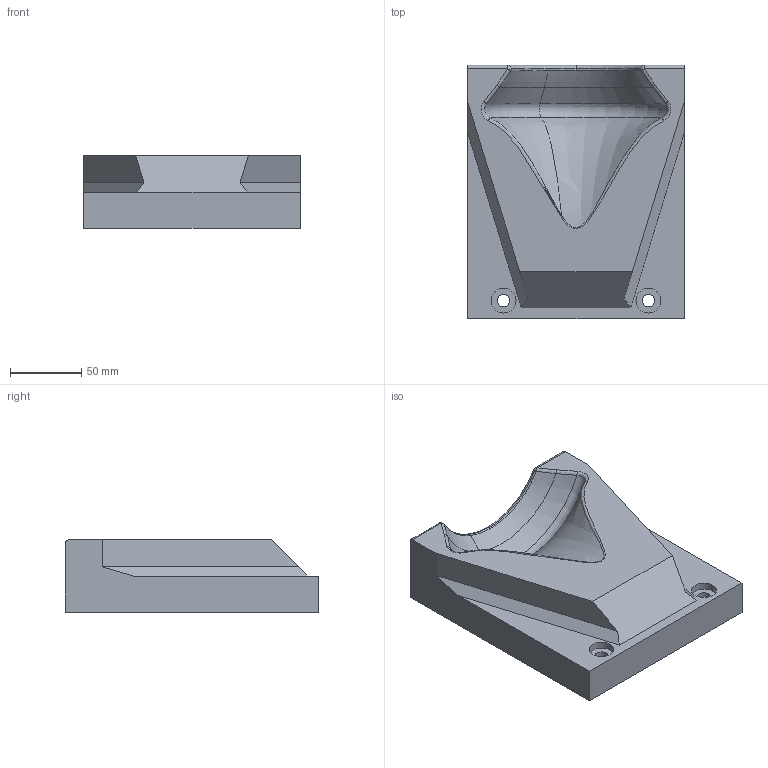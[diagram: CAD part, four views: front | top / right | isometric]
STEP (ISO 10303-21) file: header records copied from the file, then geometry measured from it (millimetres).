
FILE_DESCRIPTION (( 'STEP AP214' ), '1' );
FILE_NAME ('softjaw plug.STEP', '2025-04-02T06:58:28', ( '' ), ( '' ), 'SwSTEP 2.0', 'SolidWorks 2024', '' );
FILE_SCHEMA (( 'AUTOMOTIVE_DESIGN' ));
Length unit declared in the file: inch
Products named in the file (1): softjaw plug
Bounding box: 151.68 x 177.75 x 50.8 mm (x, y, z)
Volume: 984321.2 mm3; surface area: 85964.7 mm2
Topology: 1 solids, 1 shells, 45 faces, 107 edges, 66 vertices
Faces by surface type: plane 14, cylinder 10, bspline 9, torus 8, cone 2, sphere 2
Entity records: 2813 total; most frequent: CARTESIAN_POINT 1763, DIRECTION 214, ORIENTED_EDGE 214, EDGE_CURVE 107, AXIS2_PLACEMENT_3D 86, VERTEX_POINT 66, EDGE_LOOP 51, CIRCLE 49
